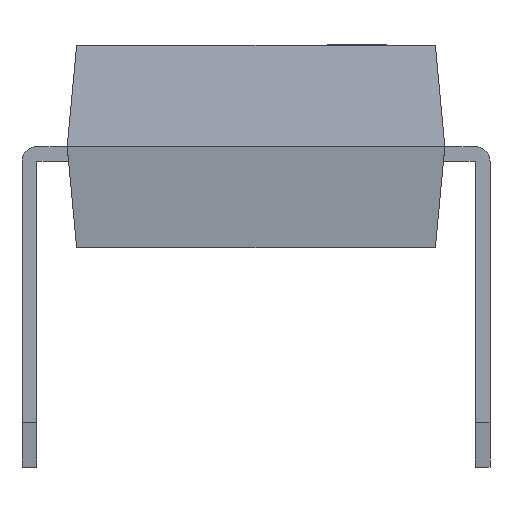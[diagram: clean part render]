
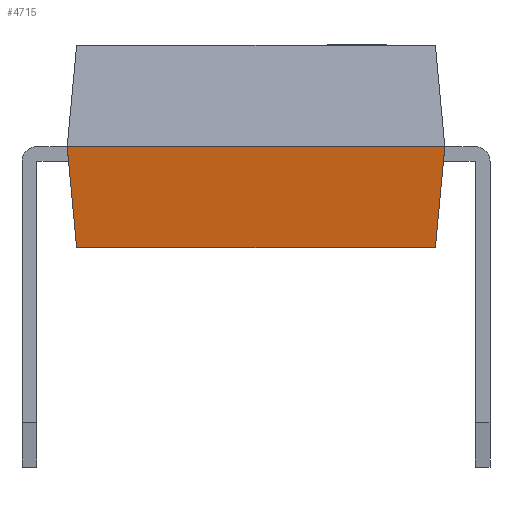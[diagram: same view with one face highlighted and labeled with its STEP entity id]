
A CAD part, front view. The second image highlights one B-rep face of the part: STEP entity #4715.
In plain terms, the highlighted free-form (B-spline) face has degree [1, 1] with [2, 2] control points.
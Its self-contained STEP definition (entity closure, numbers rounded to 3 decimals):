
#1154 = VERTEX_POINT('',#1155);
#1155 = CARTESIAN_POINT('',(3.175,-4.795,2.21));
#1176 = EDGE_CURVE('',#1177,#1154,#1179,.T.);
#1177 = VERTEX_POINT('',#1178);
#1178 = CARTESIAN_POINT('',(-3.175,-4.795,2.21));
#1179 = LINE('',#1180,#1181);
#1180 = CARTESIAN_POINT('',(-3.175,-4.795,2.21));
#1181 = VECTOR('',#1182,1.);
#1182 = DIRECTION('',(1.,0.,0.));
#4462 = EDGE_CURVE('',#1154,#4463,#4465,.T.);
#4463 = VERTEX_POINT('',#4464);
#4464 = CARTESIAN_POINT('',(3.016,-4.555,0.51));
#4465 = B_SPLINE_CURVE_WITH_KNOTS('',1,(#4466,#4467),.UNSPECIFIED.,.F.,
  .F.,(2,2),(0.,1.),.PIECEWISE_BEZIER_KNOTS.);
#4466 = CARTESIAN_POINT('',(3.175,-4.795,2.21));
#4467 = CARTESIAN_POINT('',(3.016,-4.555,0.51));
#4715 = ADVANCED_FACE('',(#4716),#4733,.F.);
#4716 = FACE_BOUND('',#4717,.F.);
#4717 = EDGE_LOOP('',(#4718,#4719,#4720,#4728));
#4718 = ORIENTED_EDGE('',*,*,#1176,.T.);
#4719 = ORIENTED_EDGE('',*,*,#4462,.T.);
#4720 = ORIENTED_EDGE('',*,*,#4721,.F.);
#4721 = EDGE_CURVE('',#4722,#4463,#4724,.T.);
#4722 = VERTEX_POINT('',#4723);
#4723 = CARTESIAN_POINT('',(-3.016,-4.555,0.51));
#4724 = LINE('',#4725,#4726);
#4725 = CARTESIAN_POINT('',(-3.016,-4.555,0.51));
#4726 = VECTOR('',#4727,1.);
#4727 = DIRECTION('',(1.,0.,0.));
#4728 = ORIENTED_EDGE('',*,*,#4729,.F.);
#4729 = EDGE_CURVE('',#1177,#4722,#4730,.T.);
#4730 = B_SPLINE_CURVE_WITH_KNOTS('',1,(#4731,#4732),.UNSPECIFIED.,.F.,
  .F.,(2,2),(0.,1.),.PIECEWISE_BEZIER_KNOTS.);
#4731 = CARTESIAN_POINT('',(-3.175,-4.795,2.21));
#4732 = CARTESIAN_POINT('',(-3.016,-4.555,0.51));
#4733 = B_SPLINE_SURFACE_WITH_KNOTS('',1,1,(
    (#4734,#4735)
    ,(#4736,#4737
    )),.UNSPECIFIED.,.F.,.F.,.F.,(2,2),(2,2),(0.,6.35),(0.,1.),
  .PIECEWISE_BEZIER_KNOTS.);
#4734 = CARTESIAN_POINT('',(-3.175,-4.795,2.21));
#4735 = CARTESIAN_POINT('',(-3.016,-4.555,0.51));
#4736 = CARTESIAN_POINT('',(3.175,-4.795,2.21));
#4737 = CARTESIAN_POINT('',(3.016,-4.555,0.51));
